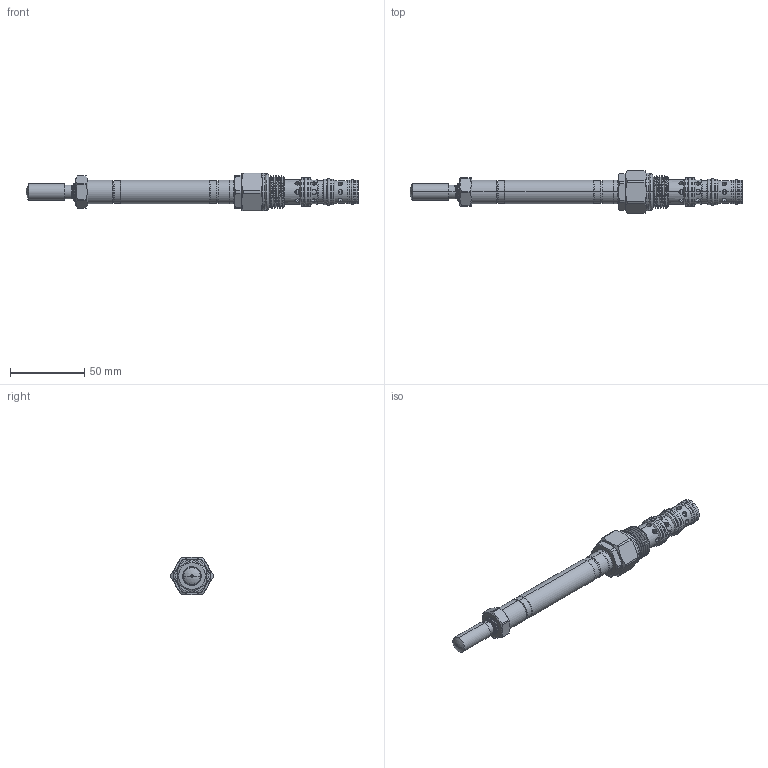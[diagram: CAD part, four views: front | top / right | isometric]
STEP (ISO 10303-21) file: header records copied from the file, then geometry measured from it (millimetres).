
FILE_DESCRIPTION (( 'STEP AP203' ), '1' );
FILE_NAME ('ES10W4C24D05-1.STEP', '2022-06-17T01:01:56', ( '' ), ( '' ), 'SwSTEP 2.0', 'SolidWorks 2018', '' );
FILE_SCHEMA (( 'CONFIG_CONTROL_DESIGN' ));
Length unit declared in the file: millimetre
Products named in the file (1): ES10W4C24D05-1
Bounding box: 223.5 x 28.57 x 25.4 mm (x, y, z)
Volume: 49970.5 mm3; surface area: 17527.8 mm2
Topology: 2 solids, 3 shells, 449 faces, 1199 edges, 735 vertices
Faces by surface type: cylinder 267, plane 82, cone 55, bspline 23, torus 20, sphere 2
Entity records: 25601 total; most frequent: CARTESIAN_POINT 14946, ORIENTED_EDGE 2398, DIRECTION 2053, EDGE_CURVE 1199, AXIS2_PLACEMENT_3D 877, VERTEX_POINT 735, EDGE_LOOP 514, CIRCLE 450
